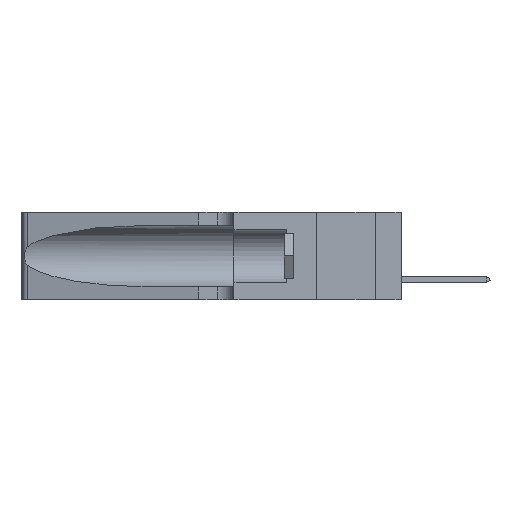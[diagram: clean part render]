
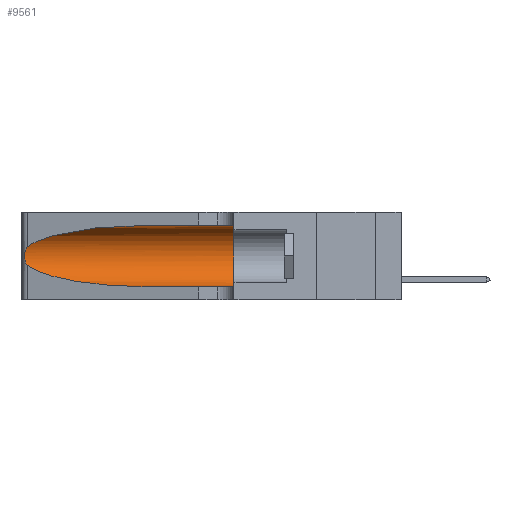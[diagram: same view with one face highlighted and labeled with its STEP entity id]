
A CAD part, left-side view. The second image highlights one B-rep face of the part: STEP entity #9561.
In plain terms, the highlighted cylindrical face has radius 3.308 mm (diameter 6.617 mm), a partial arc.
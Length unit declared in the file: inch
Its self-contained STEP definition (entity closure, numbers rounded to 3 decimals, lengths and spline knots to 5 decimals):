
#1585 = DIRECTION ( 'NONE',  ( 0., 1., 0. ) ) ;
#1871 = EDGE_CURVE ( 'NONE', #30821, #13349, #19297, .T. ) ;
#2033 = CARTESIAN_POINT ( 'NONE',  ( 0.25487, 1.22718, 0.14631 ) ) ;
#2427 = EDGE_CURVE ( 'NONE', #37904, #39890, #35980, .T. ) ;
#3051 = CARTESIAN_POINT ( 'NONE',  ( 0.25487, 1.22718, 0.22369 ) ) ;
#3426 = CARTESIAN_POINT ( 'NONE',  ( 0.1305, 0.35, 0.05475 ) ) ;
#5035 = CARTESIAN_POINT ( 'NONE',  ( 0.2373, 1.15595, 0.08982 ) ) ;
#5556 = B_SPLINE_CURVE_WITH_KNOTS ( 'NONE', 3,
 ( #3051, #39184, #16702, #19461, #10073, #9661, #19876, #33162, #29623, #9523, #36169, #32881, #12940, #39697 ),
 .UNSPECIFIED., .F., .F.,
 ( 4, 2, 2, 2, 2, 2, 4 ),
 ( 0., 0.00027, 0.00053, 0.00107, 0.0016, 0.00187, 0.00214 ),
 .UNSPECIFIED. ) ;
#5654 = AXIS2_PLACEMENT_3D ( 'NONE', #8133, #31252, #11440 ) ;
#7181 = LINE ( 'NONE', #28983, #13802 ) ;
#7580 = VECTOR ( 'NONE', #36975, 39.37008 ) ;
#7750 = CARTESIAN_POINT ( 'NONE',  ( 0.25487, 1.22718, 0.14631 ) ) ;
#8133 = CARTESIAN_POINT ( 'NONE',  ( 0.1305, 1.61858, 0.185 ) ) ;
#8196 = CARTESIAN_POINT ( 'NONE',  ( 0.1305, 0.72297, 0.05475 ) ) ;
#8879 = CYLINDRICAL_SURFACE ( 'NONE', #5654, 0.13025 ) ;
#9523 = CARTESIAN_POINT ( 'NONE',  ( 0.25856, 1.23593, 0.16098 ) ) ;
#9561 = ADVANCED_FACE ( 'NONE', ( #20730 ), #8879, .F. ) ;
#9652 = CARTESIAN_POINT ( 'NONE',  ( 0.1305, 0.72297, 0.05475 ) ) ;
#9661 = CARTESIAN_POINT ( 'NONE',  ( 0.26018, 1.23835, 0.19895 ) ) ;
#9848 = CARTESIAN_POINT ( 'NONE',  ( 0.18966, 0.96281, 0.31525 ) ) ;
#9984 = CARTESIAN_POINT ( 'NONE',  ( 0.2373, 1.15595, 0.28018 ) ) ;
#10073 = CARTESIAN_POINT ( 'NONE',  ( 0.25854, 1.2359, 0.20912 ) ) ;
#11440 = DIRECTION ( 'NONE',  ( 0., 0., -1. ) ) ;
#12907 = CARTESIAN_POINT ( 'NONE',  ( 0.25487, 1.22718, 0.22369 ) ) ;
#12940 = CARTESIAN_POINT ( 'NONE',  ( 0.25555, 1.22993, 0.14849 ) ) ;
#13349 = VERTEX_POINT ( 'NONE', #12907 ) ;
#13658 = ORIENTED_EDGE ( 'NONE', *, *, #42216, .T. ) ;
#13802 = VECTOR ( 'NONE', #15812, 39.37008 ) ;
#14614 = CARTESIAN_POINT ( 'NONE',  ( 0.1305, 0.35, 0.185 ) ) ;
#14831 = LINE ( 'NONE', #23904, #7580 ) ;
#15812 = DIRECTION ( 'NONE',  ( 0., -1., 0. ) ) ;
#16702 = CARTESIAN_POINT ( 'NONE',  ( 0.25639, 1.23184, 0.21858 ) ) ;
#17901 = CARTESIAN_POINT ( 'NONE',  ( 0.1305, 0.35, 0.31525 ) ) ;
#19297 =( BOUNDED_CURVE ( )  B_SPLINE_CURVE ( 3, ( #36084, #9848, #9984, #35814 ),
 .UNSPECIFIED., .F., .F. ) 
 B_SPLINE_CURVE_WITH_KNOTS ( ( 4, 4 ),
 ( 1.5708, 2.84003 ),
 .UNSPECIFIED. ) 
 CURVE ( )  GEOMETRIC_REPRESENTATION_ITEM ( )  RATIONAL_B_SPLINE_CURVE ( ( 1., 0.87, 0.87, 1. ) ) 
 REPRESENTATION_ITEM ( '' )  );
#19461 = CARTESIAN_POINT ( 'NONE',  ( 0.25787, 1.23484, 0.2124 ) ) ;
#19876 = CARTESIAN_POINT ( 'NONE',  ( 0.26075, 1.23896, 0.19203 ) ) ;
#19994 = EDGE_CURVE ( 'NONE', #30821, #37904, #14831, .T. ) ;
#20730 = FACE_OUTER_BOUND ( 'NONE', #32498, .T. ) ;
#20906 = AXIS2_PLACEMENT_3D ( 'NONE', #14614, #1585, #34585 ) ;
#22028 = CARTESIAN_POINT ( 'NONE',  ( 0.1305, 0.72297, 0.31525 ) ) ;
#22474 = ORIENTED_EDGE ( 'NONE', *, *, #38646, .T. ) ;
#23212 = EDGE_CURVE ( 'NONE', #31995, #34732, #29887, .T. ) ;
#23904 = CARTESIAN_POINT ( 'NONE',  ( 0.1305, 1.61858, 0.31525 ) ) ;
#24358 = CARTESIAN_POINT ( 'NONE',  ( 0.18966, 0.96281, 0.05475 ) ) ;
#25239 = ORIENTED_EDGE ( 'NONE', *, *, #2427, .F. ) ;
#28983 = CARTESIAN_POINT ( 'NONE',  ( 0.1305, 1.61858, 0.05475 ) ) ;
#29606 = ORIENTED_EDGE ( 'NONE', *, *, #23212, .T. ) ;
#29623 = CARTESIAN_POINT ( 'NONE',  ( 0.26017, 1.23833, 0.17102 ) ) ;
#29672 = ORIENTED_EDGE ( 'NONE', *, *, #1871, .T. ) ;
#29887 =( BOUNDED_CURVE ( )  B_SPLINE_CURVE ( 3, ( #7750, #5035, #24358, #8196 ),
 .UNSPECIFIED., .F., .F. ) 
 B_SPLINE_CURVE_WITH_KNOTS ( ( 4, 4 ),
 ( 3.44316, 4.71239 ),
 .UNSPECIFIED. ) 
 CURVE ( )  GEOMETRIC_REPRESENTATION_ITEM ( )  RATIONAL_B_SPLINE_CURVE ( ( 1., 0.87, 0.87, 1. ) ) 
 REPRESENTATION_ITEM ( '' )  );
#30821 = VERTEX_POINT ( 'NONE', #22028 ) ;
#31252 = DIRECTION ( 'NONE',  ( 0., -1., 0. ) ) ;
#31995 = VERTEX_POINT ( 'NONE', #2033 ) ;
#32498 = EDGE_LOOP ( 'NONE', ( #29672, #13658, #29606, #22474, #25239, #33212 ) ) ;
#32881 = CARTESIAN_POINT ( 'NONE',  ( 0.25639, 1.23186, 0.15144 ) ) ;
#33162 = CARTESIAN_POINT ( 'NONE',  ( 0.26075, 1.23896, 0.178 ) ) ;
#33212 = ORIENTED_EDGE ( 'NONE', *, *, #19994, .F. ) ;
#34585 = DIRECTION ( 'NONE',  ( 0., 0., 1. ) ) ;
#34732 = VERTEX_POINT ( 'NONE', #9652 ) ;
#35814 = CARTESIAN_POINT ( 'NONE',  ( 0.25487, 1.22718, 0.22369 ) ) ;
#35980 = CIRCLE ( 'NONE', #20906, 0.13025 ) ;
#36084 = CARTESIAN_POINT ( 'NONE',  ( 0.1305, 0.72297, 0.31525 ) ) ;
#36169 = CARTESIAN_POINT ( 'NONE',  ( 0.25789, 1.23486, 0.15765 ) ) ;
#36975 = DIRECTION ( 'NONE',  ( 0., -1., 0. ) ) ;
#37904 = VERTEX_POINT ( 'NONE', #17901 ) ;
#38646 = EDGE_CURVE ( 'NONE', #34732, #39890, #7181, .T. ) ;
#39184 = CARTESIAN_POINT ( 'NONE',  ( 0.25555, 1.22994, 0.2215 ) ) ;
#39697 = CARTESIAN_POINT ( 'NONE',  ( 0.25487, 1.22718, 0.14631 ) ) ;
#39890 = VERTEX_POINT ( 'NONE', #3426 ) ;
#42216 = EDGE_CURVE ( 'NONE', #13349, #31995, #5556, .T. ) ;
